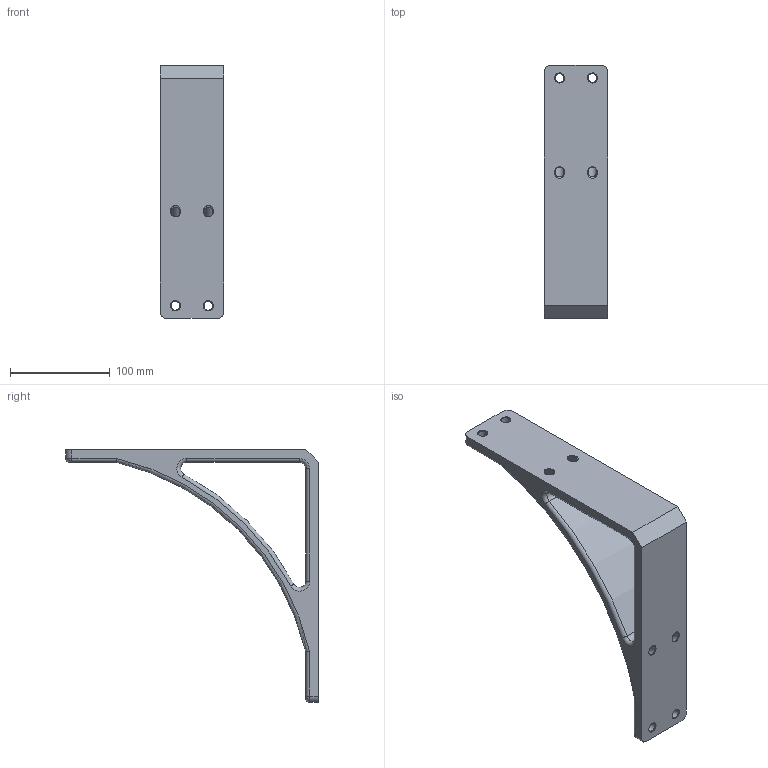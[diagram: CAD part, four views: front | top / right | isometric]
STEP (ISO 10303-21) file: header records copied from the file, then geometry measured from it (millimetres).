
FILE_DESCRIPTION(('CATIA V5 STEP Exchange'),'2;1');
FILE_NAME('Bracket.stp','2015-01-24T19:39:48+00:00',('none'),('none'),'CATIA Version 5 Release 20 GA (IN-10)','CATIA V5 STEP AP203 WITH EXTENSIONS','none');
FILE_SCHEMA(('CONFIG_CONTROL_DESIGN','SHAPE_APPEARANCE_LAYER_MIM'));
Length unit declared in the file: millimetre
Products named in the file (1): Bracket
Bounding box: 63.5 x 254 x 254 mm (x, y, z)
Volume: 592273.1 mm3; surface area: 104805 mm2
Topology: 1 solids, 1 shells, 92 faces, 214 edges, 124 vertices
Faces by surface type: cylinder 35, cone 16, bspline 16, plane 11, torus 10, revolution 4
Entity records: 3750 total; most frequent: CARTESIAN_POINT 1793, ORIENTED_EDGE 428, DIRECTION 292, EDGE_CURVE 214, AXIS2_PLACEMENT_3D 148, VERTEX_POINT 124, EDGE_LOOP 110, ADVANCED_FACE 92
